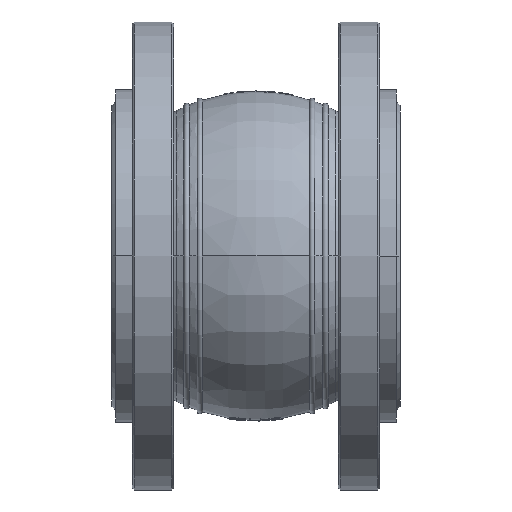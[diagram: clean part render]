
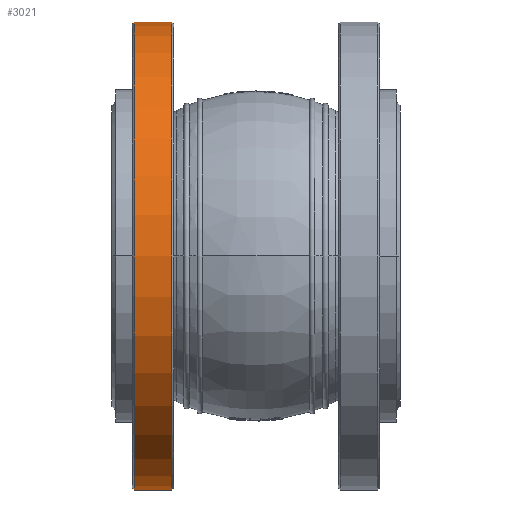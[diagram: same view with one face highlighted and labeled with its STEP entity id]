
A CAD part, front view. The second image highlights one B-rep face of the part: STEP entity #3021.
In plain terms, the highlighted cylindrical face has radius 125 mm (diameter 250 mm), a partial arc.
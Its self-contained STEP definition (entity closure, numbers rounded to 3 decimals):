
#3021 = ADVANCED_FACE ( 'NONE', ( #7472 ), #39092, .T. ) ;
#6305 = CARTESIAN_POINT ( 'NONE',  ( -44., 0., -125. ) ) ;
#7218 = CARTESIAN_POINT ( 'NONE',  ( -44., 0., 125. ) ) ;
#7472 = FACE_OUTER_BOUND ( 'NONE', #7761, .T. ) ;
#7761 = EDGE_LOOP ( 'NONE', ( #20037, #26308, #14447, #24559 ) ) ;
#7925 = EDGE_CURVE ( 'NONE', #11504, #8557, #15409, .T. ) ;
#8056 = CARTESIAN_POINT ( 'NONE',  ( -44., 0., 0. ) ) ;
#8482 = CARTESIAN_POINT ( 'NONE',  ( -65., 0., 125. ) ) ;
#8557 = VERTEX_POINT ( 'NONE', #15537 ) ;
#9248 = DIRECTION ( 'NONE',  ( -1., 0., 0. ) ) ;
#9845 = CARTESIAN_POINT ( 'NONE',  ( -45., 0., 0. ) ) ;
#10045 = DIRECTION ( 'NONE',  ( 0., 0., -1. ) ) ;
#10247 = LINE ( 'NONE', #7218, #15926 ) ;
#11504 = VERTEX_POINT ( 'NONE', #8482 ) ;
#14102 = AXIS2_PLACEMENT_3D ( 'NONE', #26516, #32786, #17865 ) ;
#14284 = AXIS2_PLACEMENT_3D ( 'NONE', #9845, #9248, #10045 ) ;
#14447 = ORIENTED_EDGE ( 'NONE', *, *, #39653, .T. ) ;
#15409 = CIRCLE ( 'NONE', #14102, 125. ) ;
#15537 = CARTESIAN_POINT ( 'NONE',  ( -65., 0., -125. ) ) ;
#15926 = VECTOR ( 'NONE', #28415, 1000. ) ;
#17865 = DIRECTION ( 'NONE',  ( 0., 0., 1. ) ) ;
#20037 = ORIENTED_EDGE ( 'NONE', *, *, #28066, .F. ) ;
#20260 = VERTEX_POINT ( 'NONE', #38936 ) ;
#20998 = EDGE_CURVE ( 'NONE', #34688, #20260, #31695, .T. ) ;
#23501 = CARTESIAN_POINT ( 'NONE',  ( -45., 0., -125. ) ) ;
#24559 = ORIENTED_EDGE ( 'NONE', *, *, #7925, .T. ) ;
#26052 = VECTOR ( 'NONE', #36770, 1000. ) ;
#26308 = ORIENTED_EDGE ( 'NONE', *, *, #20998, .T. ) ;
#26516 = CARTESIAN_POINT ( 'NONE',  ( -65., 0., 0. ) ) ;
#26606 = DIRECTION ( 'NONE',  ( 0., 0., 1. ) ) ;
#28066 = EDGE_CURVE ( 'NONE', #34688, #8557, #33956, .T. ) ;
#28415 = DIRECTION ( 'NONE',  ( -1., 0., 0. ) ) ;
#29859 = DIRECTION ( 'NONE',  ( -1., 0., 0. ) ) ;
#31695 = CIRCLE ( 'NONE', #14284, 125. ) ;
#32075 = AXIS2_PLACEMENT_3D ( 'NONE', #8056, #29859, #26606 ) ;
#32786 = DIRECTION ( 'NONE',  ( 1., 0., 0. ) ) ;
#33956 = LINE ( 'NONE', #6305, #26052 ) ;
#34688 = VERTEX_POINT ( 'NONE', #23501 ) ;
#36770 = DIRECTION ( 'NONE',  ( -1., 0., 0. ) ) ;
#38936 = CARTESIAN_POINT ( 'NONE',  ( -45., 0., 125. ) ) ;
#39092 = CYLINDRICAL_SURFACE ( 'NONE', #32075, 125. ) ;
#39653 = EDGE_CURVE ( 'NONE', #20260, #11504, #10247, .T. ) ;
